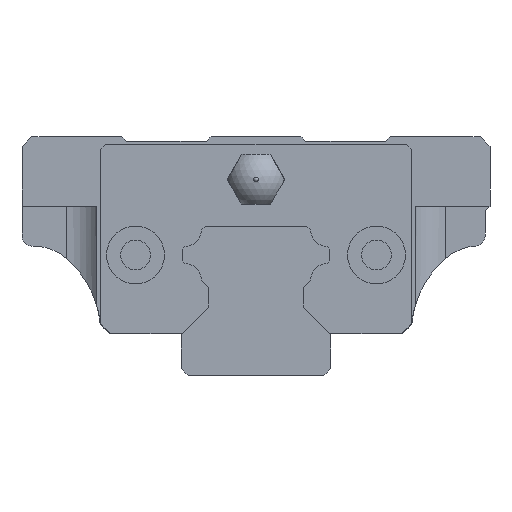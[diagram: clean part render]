
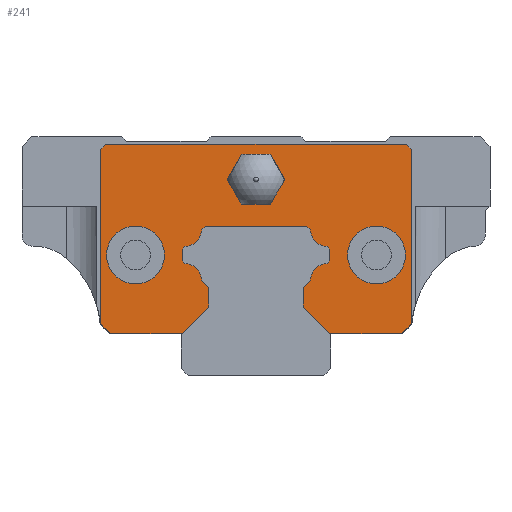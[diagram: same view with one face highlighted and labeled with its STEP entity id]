
A CAD part, front view. The second image highlights one B-rep face of the part: STEP entity #241.
In plain terms, the highlighted planar face has unit normal (0, -1, 0).
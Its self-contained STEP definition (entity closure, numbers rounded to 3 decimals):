
#241=ADVANCED_FACE('',(#495,#496,#497),#498,.F.);
#495=FACE_OUTER_BOUND('',#868,.T.);
#496=FACE_BOUND('',#869,.T.);
#497=FACE_BOUND('',#870,.T.);
#498=PLANE('',#871);
#868=EDGE_LOOP('',(#1667,#1668,#1669,#1670,#1671,#1672,#1673,#1674,#1675,#1676,#1677,#1678,#1679,#1680,#1681,#1682,#1683,#1684,#1685,#1686,#1687,#1688,#1689,#1690,#1691,#1692,#1693,#1694));
#869=EDGE_LOOP('',(#1695,#1696));
#870=EDGE_LOOP('',(#1697,#1698));
#871=AXIS2_PLACEMENT_3D('',#1699,#1700,#1701);
#1667=ORIENTED_EDGE('',*,*,#2769,.T.);
#1668=ORIENTED_EDGE('',*,*,#2770,.F.);
#1669=ORIENTED_EDGE('',*,*,#2771,.F.);
#1670=ORIENTED_EDGE('',*,*,#2772,.T.);
#1671=ORIENTED_EDGE('',*,*,#2773,.F.);
#1672=ORIENTED_EDGE('',*,*,#2774,.T.);
#1673=ORIENTED_EDGE('',*,*,#2775,.T.);
#1674=ORIENTED_EDGE('',*,*,#2776,.T.);
#1675=ORIENTED_EDGE('',*,*,#2777,.T.);
#1676=ORIENTED_EDGE('',*,*,#2778,.T.);
#1677=ORIENTED_EDGE('',*,*,#2779,.F.);
#1678=ORIENTED_EDGE('',*,*,#2780,.T.);
#1679=ORIENTED_EDGE('',*,*,#2781,.T.);
#1680=ORIENTED_EDGE('',*,*,#2782,.F.);
#1681=ORIENTED_EDGE('',*,*,#2783,.F.);
#1682=ORIENTED_EDGE('',*,*,#2784,.F.);
#1683=ORIENTED_EDGE('',*,*,#2785,.F.);
#1684=ORIENTED_EDGE('',*,*,#2786,.T.);
#1685=ORIENTED_EDGE('',*,*,#2787,.T.);
#1686=ORIENTED_EDGE('',*,*,#2788,.T.);
#1687=ORIENTED_EDGE('',*,*,#2789,.T.);
#1688=ORIENTED_EDGE('',*,*,#2790,.F.);
#1689=ORIENTED_EDGE('',*,*,#2791,.F.);
#1690=ORIENTED_EDGE('',*,*,#2792,.T.);
#1691=ORIENTED_EDGE('',*,*,#2793,.F.);
#1692=ORIENTED_EDGE('',*,*,#2794,.F.);
#1693=ORIENTED_EDGE('',*,*,#2795,.T.);
#1694=ORIENTED_EDGE('',*,*,#2796,.T.);
#1695=ORIENTED_EDGE('',*,*,#2797,.F.);
#1696=ORIENTED_EDGE('',*,*,#2685,.F.);
#1697=ORIENTED_EDGE('',*,*,#2798,.F.);
#1698=ORIENTED_EDGE('',*,*,#2697,.F.);
#1699=CARTESIAN_POINT('',(7.245,-43.6,-14.395));
#1700=DIRECTION('',(0.0,1.0,0.0));
#1701=DIRECTION('',(1.0,0.0,0.0));
#2685=EDGE_CURVE('',#3254,#3257,#3258,.T.);
#2697=EDGE_CURVE('',#3278,#3281,#3282,.T.);
#2769=EDGE_CURVE('',#3421,#3422,#3423,.T.);
#2770=EDGE_CURVE('',#3424,#3422,#3425,.T.);
#2771=EDGE_CURVE('',#3426,#3424,#3427,.T.);
#2772=EDGE_CURVE('',#3426,#3428,#3429,.T.);
#2773=EDGE_CURVE('',#3430,#3428,#3431,.T.);
#2774=EDGE_CURVE('',#3430,#3432,#3433,.T.);
#2775=EDGE_CURVE('',#3432,#3434,#3435,.T.);
#2776=EDGE_CURVE('',#3434,#3436,#3437,.T.);
#2777=EDGE_CURVE('',#3436,#3438,#3439,.T.);
#2778=EDGE_CURVE('',#3438,#3440,#3441,.T.);
#2779=EDGE_CURVE('',#3442,#3440,#3443,.T.);
#2780=EDGE_CURVE('',#3442,#3444,#3445,.T.);
#2781=EDGE_CURVE('',#3444,#3446,#3447,.T.);
#2782=EDGE_CURVE('',#3448,#3446,#3449,.T.);
#2783=EDGE_CURVE('',#3450,#3448,#3451,.T.);
#2784=EDGE_CURVE('',#3452,#3450,#3453,.T.);
#2785=EDGE_CURVE('',#3454,#3452,#3455,.T.);
#2786=EDGE_CURVE('',#3454,#3456,#3457,.T.);
#2787=EDGE_CURVE('',#3456,#3458,#3459,.T.);
#2788=EDGE_CURVE('',#3458,#3460,#3461,.T.);
#2789=EDGE_CURVE('',#3460,#3462,#3463,.T.);
#2790=EDGE_CURVE('',#3464,#3462,#3465,.T.);
#2791=EDGE_CURVE('',#3466,#3464,#3467,.T.);
#2792=EDGE_CURVE('',#3466,#3468,#3469,.T.);
#2793=EDGE_CURVE('',#3470,#3468,#3471,.T.);
#2794=EDGE_CURVE('',#3472,#3470,#3473,.T.);
#2795=EDGE_CURVE('',#3472,#3474,#3475,.T.);
#2796=EDGE_CURVE('',#3474,#3421,#3476,.T.);
#2797=EDGE_CURVE('',#3257,#3254,#3477,.T.);
#2798=EDGE_CURVE('',#3281,#3278,#3478,.T.);
#3254=VERTEX_POINT('',#4128);
#3257=VERTEX_POINT('',#4132);
#3258=CIRCLE('',#4133,2.9);
#3278=VERTEX_POINT('',#4158);
#3281=VERTEX_POINT('',#4162);
#3282=CIRCLE('',#4163,2.9);
#3421=VERTEX_POINT('',#4360);
#3422=VERTEX_POINT('',#4361);
#3423=LINE('',#4362,#4363);
#3424=VERTEX_POINT('',#4364);
#3425=LINE('',#4365,#4366);
#3426=VERTEX_POINT('',#4367);
#3427=LINE('',#4368,#4369);
#3428=VERTEX_POINT('',#4370);
#3429=CIRCLE('',#4371,1.8);
#3430=VERTEX_POINT('',#4372);
#3431=LINE('',#4373,#4374);
#3432=VERTEX_POINT('',#4375);
#3433=LINE('',#4376,#4377);
#3434=VERTEX_POINT('',#4378);
#3435=LINE('',#4379,#4380);
#3436=VERTEX_POINT('',#4381);
#3437=CIRCLE('',#4382,1.8);
#3438=VERTEX_POINT('',#4383);
#3439=LINE('',#4384,#4385);
#3440=VERTEX_POINT('',#4386);
#3441=LINE('',#4387,#4388);
#3442=VERTEX_POINT('',#4389);
#3443=LINE('',#4390,#4391);
#3444=VERTEX_POINT('',#4392);
#3445=LINE('',#4393,#4394);
#3446=VERTEX_POINT('',#4395);
#3447=LINE('',#4396,#4397);
#3448=VERTEX_POINT('',#4398);
#3449=LINE('',#4399,#4400);
#3450=VERTEX_POINT('',#4401);
#3451=LINE('',#4402,#4403);
#3452=VERTEX_POINT('',#4404);
#3453=LINE('',#4405,#4406);
#3454=VERTEX_POINT('',#4407);
#3455=LINE('',#4408,#4409);
#3456=VERTEX_POINT('',#4410);
#3457=LINE('',#4411,#4412);
#3458=VERTEX_POINT('',#4413);
#3459=LINE('',#4414,#4415);
#3460=VERTEX_POINT('',#4416);
#3461=LINE('',#4417,#4418);
#3462=VERTEX_POINT('',#4419);
#3463=LINE('',#4420,#4421);
#3464=VERTEX_POINT('',#4422);
#3465=LINE('',#4423,#4424);
#3466=VERTEX_POINT('',#4425);
#3467=LINE('',#4426,#4427);
#3468=VERTEX_POINT('',#4428);
#3469=CIRCLE('',#4429,1.8);
#3470=VERTEX_POINT('',#4430);
#3471=LINE('',#4431,#4432);
#3472=VERTEX_POINT('',#4433);
#3473=LINE('',#4434,#4435);
#3474=VERTEX_POINT('',#4436);
#3475=LINE('',#4437,#4438);
#3476=CIRCLE('',#4439,1.8);
#3477=CIRCLE('',#4440,2.9);
#3478=CIRCLE('',#4441,2.9);
#4128=CARTESIAN_POINT('',(-12.1,-43.6,-8.85));
#4132=CARTESIAN_POINT('',(-12.1,-43.6,-14.65));
#4133=AXIS2_PLACEMENT_3D('',#5137,#5138,#5139);
#4158=CARTESIAN_POINT('',(12.1,-43.6,-8.85));
#4162=CARTESIAN_POINT('',(12.1,-43.6,-14.65));
#4163=AXIS2_PLACEMENT_3D('',#5161,#5162,#5163);
#4360=CARTESIAN_POINT('',(-5.447,-43.6,-9.196));
#4361=CARTESIAN_POINT('',(-5.101,-43.6,-8.85));
#4362=CARTESIAN_POINT('',(-5.447,-43.6,-9.196));
#4363=VECTOR('',#5275,1000.0);
#4364=CARTESIAN_POINT('',(5.101,-43.6,-8.85));
#4365=CARTESIAN_POINT('',(7.245,-43.6,-8.85));
#4366=VECTOR('',#5276,1000.0);
#4367=CARTESIAN_POINT('',(5.447,-43.6,-9.196));
#4368=CARTESIAN_POINT('',(5.447,-43.6,-9.196));
#4369=VECTOR('',#5277,1000.0);
#4370=CARTESIAN_POINT('',(7.154,-43.6,-10.903));
#4371=AXIS2_PLACEMENT_3D('',#5278,#5279,#5280);
#4372=CARTESIAN_POINT('',(7.43,-43.6,-11.179));
#4373=CARTESIAN_POINT('',(7.43,-43.6,-11.179));
#4374=VECTOR('',#5281,1000.0);
#4375=CARTESIAN_POINT('',(7.43,-43.6,-12.321));
#4376=CARTESIAN_POINT('',(7.43,-43.6,-11.179));
#4377=VECTOR('',#5282,1000.0);
#4378=CARTESIAN_POINT('',(7.154,-43.6,-12.597));
#4379=CARTESIAN_POINT('',(7.43,-43.6,-12.321));
#4380=VECTOR('',#5283,1000.0);
#4381=CARTESIAN_POINT('',(5.447,-43.6,-14.304));
#4382=AXIS2_PLACEMENT_3D('',#5284,#5285,#5286);
#4383=CARTESIAN_POINT('',(4.73,-43.6,-15.021));
#4384=CARTESIAN_POINT('',(5.447,-43.6,-14.304));
#4385=VECTOR('',#5287,1000.0);
#4386=CARTESIAN_POINT('',(4.73,-43.6,-16.979));
#4387=CARTESIAN_POINT('',(4.73,-43.6,-15.021));
#4388=VECTOR('',#5288,1000.0);
#4389=CARTESIAN_POINT('',(7.401,-43.6,-19.65));
#4390=CARTESIAN_POINT('',(7.401,-43.6,-19.65));
#4391=VECTOR('',#5289,1000.0);
#4392=CARTESIAN_POINT('',(14.6,-43.6,-19.65));
#4393=CARTESIAN_POINT('',(7.401,-43.6,-19.65));
#4394=VECTOR('',#5290,1000.0);
#4395=CARTESIAN_POINT('',(15.6,-43.6,-18.65));
#4396=CARTESIAN_POINT('',(14.6,-43.6,-19.65));
#4397=VECTOR('',#5291,1000.0);
#4398=CARTESIAN_POINT('',(15.6,-43.6,-1.15));
#4399=CARTESIAN_POINT('',(15.6,-43.6,-1.15));
#4400=VECTOR('',#5292,1000.0);
#4401=CARTESIAN_POINT('',(15.1,-43.6,-0.65));
#4402=CARTESIAN_POINT('',(15.1,-43.6,-0.65));
#4403=VECTOR('',#5293,1000.0);
#4404=CARTESIAN_POINT('',(-15.1,-43.6,-0.65));
#4405=CARTESIAN_POINT('',(-15.1,-43.6,-0.65));
#4406=VECTOR('',#5294,1000.0);
#4407=CARTESIAN_POINT('',(-15.6,-43.6,-1.15));
#4408=CARTESIAN_POINT('',(-15.6,-43.6,-1.15));
#4409=VECTOR('',#5295,1000.0);
#4410=CARTESIAN_POINT('',(-15.6,-43.6,-18.65));
#4411=CARTESIAN_POINT('',(-15.6,-43.6,-1.15));
#4412=VECTOR('',#5296,1000.0);
#4413=CARTESIAN_POINT('',(-14.6,-43.6,-19.65));
#4414=CARTESIAN_POINT('',(-15.6,-43.6,-18.65));
#4415=VECTOR('',#5297,1000.0);
#4416=CARTESIAN_POINT('',(-7.401,-43.6,-19.65));
#4417=CARTESIAN_POINT('',(-14.6,-43.6,-19.65));
#4418=VECTOR('',#5298,1000.0);
#4419=CARTESIAN_POINT('',(-4.73,-43.6,-16.979));
#4420=CARTESIAN_POINT('',(-7.401,-43.6,-19.65));
#4421=VECTOR('',#5299,1000.0);
#4422=CARTESIAN_POINT('',(-4.73,-43.6,-15.021));
#4423=CARTESIAN_POINT('',(-4.73,-43.6,-15.021));
#4424=VECTOR('',#5300,1000.0);
#4425=CARTESIAN_POINT('',(-5.447,-43.6,-14.304));
#4426=CARTESIAN_POINT('',(-5.447,-43.6,-14.304));
#4427=VECTOR('',#5301,1000.0);
#4428=CARTESIAN_POINT('',(-7.154,-43.6,-12.597));
#4429=AXIS2_PLACEMENT_3D('',#5302,#5303,#5304);
#4430=CARTESIAN_POINT('',(-7.43,-43.6,-12.321));
#4431=CARTESIAN_POINT('',(-7.43,-43.6,-12.321));
#4432=VECTOR('',#5305,1000.0);
#4433=CARTESIAN_POINT('',(-7.43,-43.6,-11.179));
#4434=CARTESIAN_POINT('',(-7.43,-43.6,-11.179));
#4435=VECTOR('',#5306,1000.0);
#4436=CARTESIAN_POINT('',(-7.154,-43.6,-10.903));
#4437=CARTESIAN_POINT('',(-7.43,-43.6,-11.179));
#4438=VECTOR('',#5307,1000.0);
#4439=AXIS2_PLACEMENT_3D('',#5308,#5309,#5310);
#4440=AXIS2_PLACEMENT_3D('',#5311,#5312,#5313);
#4441=AXIS2_PLACEMENT_3D('',#5314,#5315,#5316);
#5137=CARTESIAN_POINT('',(-12.1,-43.6,-11.75));
#5138=DIRECTION('',(0.0,-1.0,0.0));
#5139=DIRECTION('',(0.0,0.0,-1.0));
#5161=CARTESIAN_POINT('',(12.1,-43.6,-11.75));
#5162=DIRECTION('',(0.0,-1.0,0.0));
#5163=DIRECTION('',(0.0,0.0,-1.0));
#5275=DIRECTION('',(0.707,0.0,0.707));
#5276=DIRECTION('',(-1.0,0.0,0.0));
#5277=DIRECTION('',(-0.707,0.0,0.707));
#5278=CARTESIAN_POINT('',(7.245,-43.6,-9.105));
#5279=DIRECTION('',(0.0,-1.0,0.0));
#5280=DIRECTION('',(1.0,0.0,0.0));
#5281=DIRECTION('',(-0.707,0.0,0.707));
#5282=DIRECTION('',(0.0,0.0,-1.0));
#5283=DIRECTION('',(-0.707,0.0,-0.707));
#5284=CARTESIAN_POINT('',(7.245,-43.6,-14.395));
#5285=DIRECTION('',(0.0,-1.0,0.0));
#5286=DIRECTION('',(1.0,0.0,0.0));
#5287=DIRECTION('',(-0.707,0.0,-0.707));
#5288=DIRECTION('',(0.0,0.0,-1.0));
#5289=DIRECTION('',(-0.707,0.0,0.707));
#5290=DIRECTION('',(1.0,0.0,0.0));
#5291=DIRECTION('',(0.707,0.0,0.707));
#5292=DIRECTION('',(0.0,0.0,-1.0));
#5293=DIRECTION('',(0.707,0.0,-0.707));
#5294=DIRECTION('',(1.0,0.0,0.0));
#5295=DIRECTION('',(0.707,0.0,0.707));
#5296=DIRECTION('',(0.0,0.0,-1.0));
#5297=DIRECTION('',(0.707,0.0,-0.707));
#5298=DIRECTION('',(1.0,0.0,0.0));
#5299=DIRECTION('',(0.707,0.0,0.707));
#5300=DIRECTION('',(0.0,0.0,-1.0));
#5301=DIRECTION('',(0.707,0.0,-0.707));
#5302=CARTESIAN_POINT('',(-7.245,-43.6,-14.395));
#5303=DIRECTION('',(0.0,-1.0,0.0));
#5304=DIRECTION('',(1.0,0.0,0.0));
#5305=DIRECTION('',(0.707,0.0,-0.707));
#5306=DIRECTION('',(0.0,0.0,-1.0));
#5307=DIRECTION('',(0.707,0.0,0.707));
#5308=CARTESIAN_POINT('',(-7.245,-43.6,-9.105));
#5309=DIRECTION('',(0.0,-1.0,0.0));
#5310=DIRECTION('',(1.0,0.0,0.0));
#5311=CARTESIAN_POINT('',(-12.1,-43.6,-11.75));
#5312=DIRECTION('',(0.0,-1.0,0.0));
#5313=DIRECTION('',(0.0,0.0,-1.0));
#5314=CARTESIAN_POINT('',(12.1,-43.6,-11.75));
#5315=DIRECTION('',(0.0,-1.0,0.0));
#5316=DIRECTION('',(0.0,0.0,-1.0));
